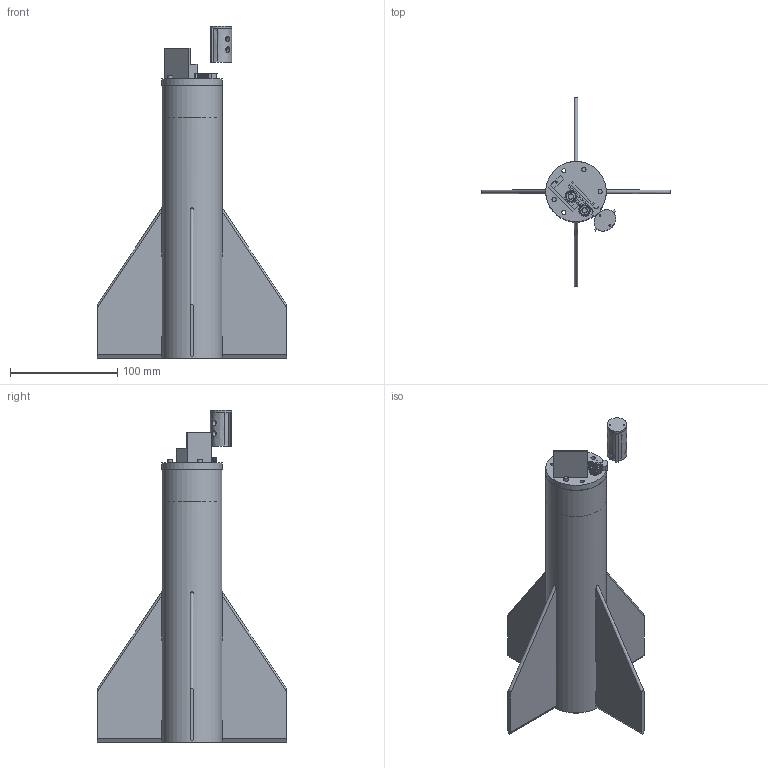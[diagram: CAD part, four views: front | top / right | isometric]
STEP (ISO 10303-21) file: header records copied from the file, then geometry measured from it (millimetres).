
FILE_DESCRIPTION(/* description */ ('STEP AP242','CAx-IF Rec.Pracs.---Representation and Presentation of Product Manufacturing Information (PMI)---4.0---2014-10-13','CAx-IF Rec.Pracs.---3D Tessellated Geometry---0.4---2014-09-14','2;1'),/* implementation_level */ '2;1');
FILE_NAME(/* name */ '66cf623f0f9d0e6bf1b6ccf5',/* time_stamp */ '2024-08-28T17:45:52Z',/* author */ (''),/* organization */ (''),/* preprocessor_version */ 'ST-DEVELOPER v20',/* originating_system */ ' ',/* authorisation */ ' ');
FILE_SCHEMA (('AP242_MANAGED_MODEL_BASED_3D_ENGINEERING_MIM_LF { 1 0 10303 442 1 1 4 }'));
Length unit declared in the file: metre
Products named in the file (8): Assembly 1; Part 1; Part 2; Gear; Rack
Assembly tree (11 placements, depth 2):
  Assembly 1
    Part 1  x4
    Part 2
    Part 1
    Part 1
    Gear  x2
    Part 1
    Rack
Bounding box: 176.19 x 176.19 x 309.37 mm (x, y, z)
Volume: 151092 mm3; surface area: 177200.2 mm2
Topology: 11 solids, 11 shells, 512 faces, 1423 edges, 951 vertices
Faces by surface type: plane 276, cylinder 169, bspline 67
Full cylindrical faces by diameter (mm): 1.7 x4, 1.8 x2, 3.8 x3, 4 x5, 5 x4, 6 x2, 6.3 x2, 55.3 x1, 55.4 x1, 56.3 x2
Entity records: 13503 total; most frequent: CARTESIAN_POINT 4805, ORIENTED_EDGE 1784, DIRECTION 1668, EDGE_CURVE 892, VERTEX_POINT 612, LINE 610, VECTOR 610, AXIS2_PLACEMENT_3D 529
